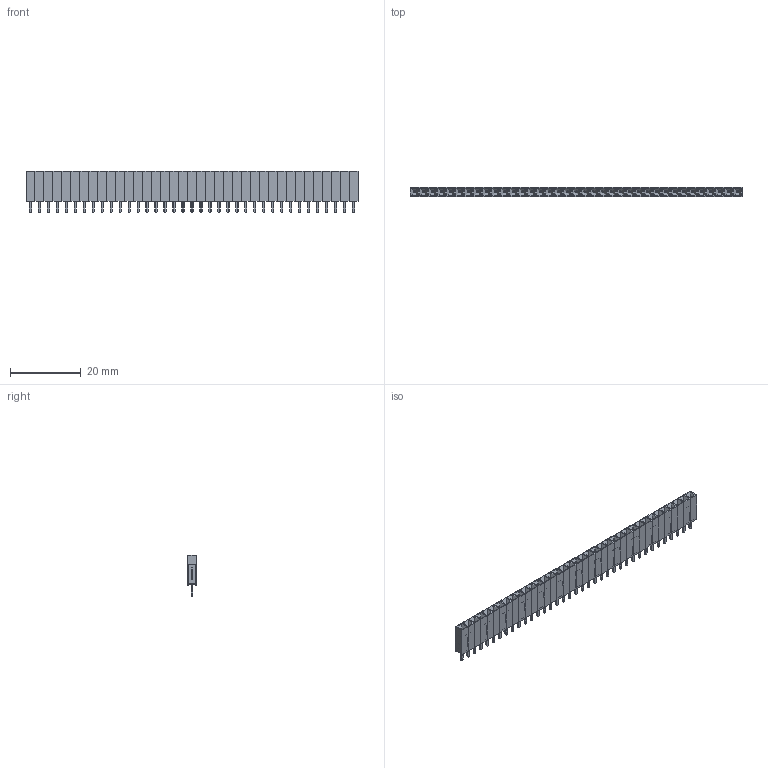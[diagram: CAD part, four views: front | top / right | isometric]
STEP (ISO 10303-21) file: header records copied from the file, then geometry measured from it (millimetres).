
FILE_DESCRIPTION(/* description */ (''),/* implementation_level */ '2;1');
FILE_NAME(/* name */ 'Female Pin Header 01x37.stp',/* time_stamp */ '2019-11-24T10:09:40+01:00',/* author */ ('Bernd das Brot'),/* organization */ (''),/* preprocessor_version */ 'ST-DEVELOPER v18',/* originating_system */ 'Autodesk Inventor 2020',/* authorisation */ '');
FILE_SCHEMA (('AUTOMOTIVE_DESIGN { 1 0 10303 214 3 1 1 }'));
Length unit declared in the file: millimetre
Products named in the file (2): Female Pin Header 01x37; Female Pin Header 1x
Assembly tree (37 placements, depth 2):
  Female Pin Header 01x37
    Female Pin Header 1x  x37
Bounding box: 93.98 x 2.54 x 11.7 mm (x, y, z)
Volume: 1048 mm3; surface area: 6928 mm2
Topology: 37 solids, 37 shells, 5550 faces, 12802 edges, 7252 vertices
Faces by surface type: cylinder 2479, plane 1665, sphere 740, torus 518, bspline 148
Entity records: 4781 total; most frequent: DIRECTION 860, CARTESIAN_POINT 847, ORIENTED_EDGE 684, EDGE_CURVE 342, AXIS2_PLACEMENT_3D 337, VERTEX_POINT 196, LINE 186, VECTOR 186
